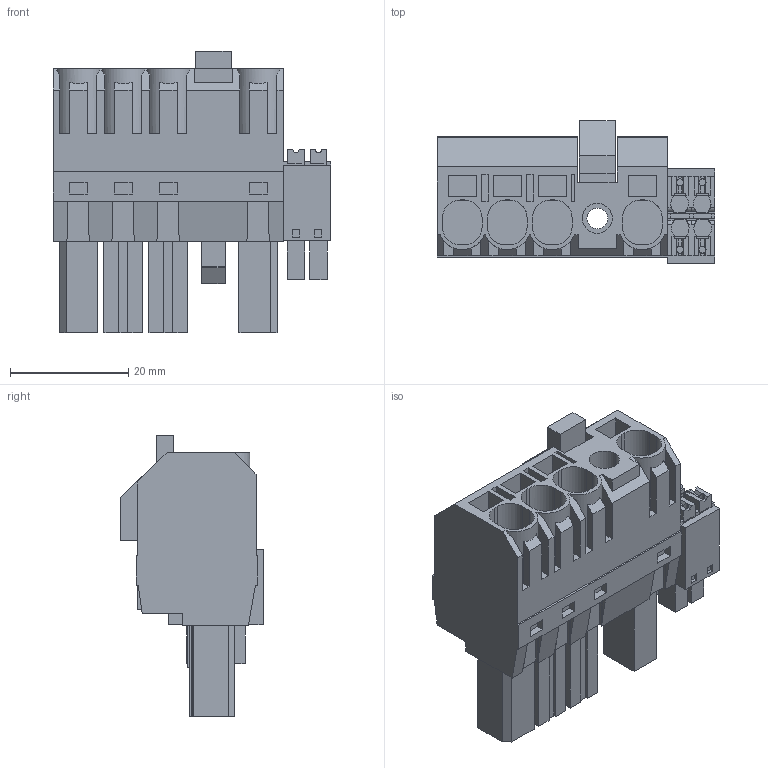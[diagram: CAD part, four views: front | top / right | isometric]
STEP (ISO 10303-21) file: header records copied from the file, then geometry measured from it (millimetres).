
FILE_DESCRIPTION(('CATIA V5 STEP Exchange','CAx-IF Rec.Pracs.--- Model Styling and Organization---1.4--- 2014-01-23'),'2;1');
FILE_NAME ('D1448298_1_1081150000_1081150000.stp','2023-09-07T12:49:36+00:00',('none'),('Weidmueller'),'CATIA Version 5-6 Release 2016 SP3 HF44','CATIA V5 STEP AP214','none');
FILE_SCHEMA(('AUTOMOTIVE_DESIGN { 1 0 10303 214 1 1 1 1 }'));
Length unit declared in the file: millimetre
Products named in the file (1): 1081150000
Bounding box: 47.03 x 24.13 x 47.7 mm (x, y, z)
Volume: 23011.2 mm3; surface area: 12048 mm2
Topology: 6 solids, 6 shells, 652 faces, 1835 edges, 1231 vertices
Faces by surface type: plane 592, cylinder 60
Entity records: 19948 total; most frequent: CARTESIAN_POINT 3954, ORIENTED_EDGE 3670, DIRECTION 2656, EDGE_CURVE 1835, VECTOR 1657, LINE 1657, VERTEX_POINT 1231, EDGE_LOOP 698
